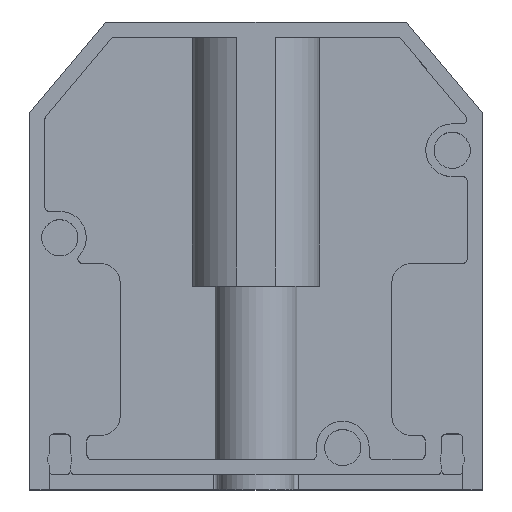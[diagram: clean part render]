
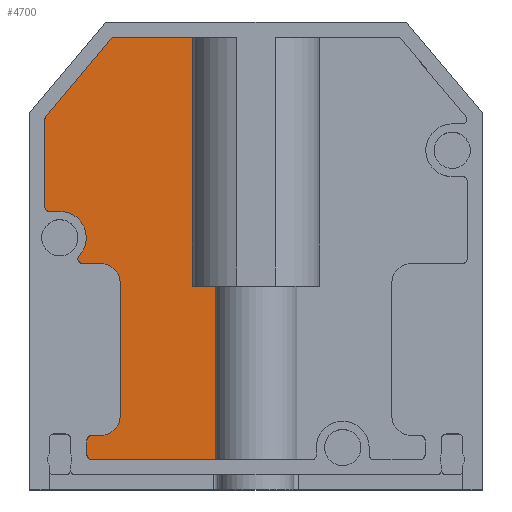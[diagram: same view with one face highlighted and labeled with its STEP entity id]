
A CAD part, top view. The second image highlights one B-rep face of the part: STEP entity #4700.
In plain terms, the highlighted planar face has unit normal (0, 0, 1).
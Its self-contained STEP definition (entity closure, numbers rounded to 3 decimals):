
#1516=DIRECTION('',(0.,-1.,0.));
#1517=VECTOR('',#1516,11.5);
#1518=CARTESIAN_POINT('',(-2.694,13.5,-3.5));
#1519=LINE('',#1518,#1517);
#1520=DIRECTION('',(1.,0.,0.));
#1521=VECTOR('',#1520,8.206);
#1522=CARTESIAN_POINT('',(-10.9,2.,-3.5));
#1523=LINE('',#1522,#1521);
#1524=CARTESIAN_POINT('',(-10.9,2.3,-3.5));
#1525=DIRECTION('',(0.,0.,1.));
#1526=DIRECTION('',(-1.,0.,0.));
#1527=AXIS2_PLACEMENT_3D('',#1524,#1525,#1526);
#1529=DIRECTION('',(0.,-1.,0.));
#1530=VECTOR('',#1529,1.);
#1531=CARTESIAN_POINT('',(-11.2,3.3,-3.5));
#1532=LINE('',#1531,#1530);
#1533=CARTESIAN_POINT('',(-10.9,3.3,-3.5));
#1534=DIRECTION('',(0.,0.,1.));
#1535=DIRECTION('',(0.,1.,0.));
#1536=AXIS2_PLACEMENT_3D('',#1533,#1534,#1535);
#1538=DIRECTION('',(-1.,0.,0.));
#1539=VECTOR('',#1538,0.6);
#1540=CARTESIAN_POINT('',(-10.3,3.6,-3.5));
#1541=LINE('',#1540,#1539);
#1542=CARTESIAN_POINT('',(-10.3,4.9,-3.5));
#1543=DIRECTION('',(0.,0.,-1.));
#1544=DIRECTION('',(1.,0.,0.));
#1545=AXIS2_PLACEMENT_3D('',#1542,#1543,#1544);
#1547=DIRECTION('',(0.,-1.,0.));
#1548=VECTOR('',#1547,8.8);
#1549=CARTESIAN_POINT('',(-9.,13.7,-3.5));
#1550=LINE('',#1549,#1548);
#1551=CARTESIAN_POINT('',(-10.3,13.7,-3.5));
#1552=DIRECTION('',(0.,0.,-1.));
#1553=DIRECTION('',(0.,1.,0.));
#1554=AXIS2_PLACEMENT_3D('',#1551,#1552,#1553);
#1556=DIRECTION('',(1.,0.,0.));
#1557=VECTOR('',#1556,1.203);
#1558=CARTESIAN_POINT('',(-11.503,15.,-3.5));
#1559=LINE('',#1558,#1557);
#1560=CARTESIAN_POINT('',(-11.503,15.3,-3.5));
#1561=DIRECTION('',(0.,0.,1.));
#1562=DIRECTION('',(-0.73,0.683,0.));
#1563=AXIS2_PLACEMENT_3D('',#1560,#1561,#1562);
#1565=CARTESIAN_POINT('',(-13.,16.7,-3.5));
#1566=DIRECTION('',(0.,0.,-1.));
#1567=DIRECTION('',(0.,1.,0.));
#1568=AXIS2_PLACEMENT_3D('',#1565,#1566,#1567);
#1570=DIRECTION('',(1.,0.,0.));
#1571=VECTOR('',#1570,0.7);
#1572=CARTESIAN_POINT('',(-13.7,18.45,-3.5));
#1573=LINE('',#1572,#1571);
#1574=CARTESIAN_POINT('',(-13.7,18.75,-3.5));
#1575=DIRECTION('',(0.,0.,1.));
#1576=DIRECTION('',(-1.,0.,0.));
#1577=AXIS2_PLACEMENT_3D('',#1574,#1575,#1576);
#1579=DIRECTION('',(0.,-1.,0.));
#1580=VECTOR('',#1579,5.777);
#1581=CARTESIAN_POINT('',(-14.,24.527,-3.5));
#1582=LINE('',#1581,#1580);
#1583=CARTESIAN_POINT('',(-13.7,24.527,-3.5));
#1584=DIRECTION('',(0.,0.,1.));
#1585=DIRECTION('',(-0.766,0.643,0.));
#1586=AXIS2_PLACEMENT_3D('',#1583,#1584,#1585);
#1588=DIRECTION('',(-0.643,-0.766,0.));
#1589=VECTOR('',#1588,6.753);
#1590=CARTESIAN_POINT('',(-9.589,29.893,-3.5));
#1591=LINE('',#1590,#1589);
#1592=CARTESIAN_POINT('',(-9.359,29.7,-3.5));
#1593=DIRECTION('',(0.,0.,1.));
#1594=DIRECTION('',(0.,1.,0.));
#1595=AXIS2_PLACEMENT_3D('',#1592,#1593,#1594);
#1597=DIRECTION('',(-1.,0.,0.));
#1598=VECTOR('',#1597,5.145);
#1599=CARTESIAN_POINT('',(-4.214,30.,-3.5));
#1600=LINE('',#1599,#1598);
#1601=DIRECTION('',(0.,-1.,0.));
#1602=VECTOR('',#1601,16.5);
#1603=CARTESIAN_POINT('',(-4.214,30.,-3.5));
#1604=LINE('',#1603,#1602);
#1605=DIRECTION('',(-1.,0.,0.));
#1606=VECTOR('',#1605,1.52);
#1607=CARTESIAN_POINT('',(-2.694,13.5,-3.5));
#1608=LINE('',#1607,#1606);
#2616=CARTESIAN_POINT('',(-9.589,29.893,-3.5));
#2617=CARTESIAN_POINT('',(-13.93,24.72,-3.5));
#2618=VERTEX_POINT('',#2616);
#2619=VERTEX_POINT('',#2617);
#2620=CARTESIAN_POINT('',(-14.,24.527,-3.5));
#2621=CARTESIAN_POINT('',(-14.,18.75,-3.5));
#2622=VERTEX_POINT('',#2620);
#2623=VERTEX_POINT('',#2621);
#2624=CARTESIAN_POINT('',(-13.7,18.45,-3.5));
#2625=CARTESIAN_POINT('',(-13.,18.45,-3.5));
#2626=VERTEX_POINT('',#2624);
#2627=VERTEX_POINT('',#2625);
#2628=CARTESIAN_POINT('',(-11.722,15.505,-3.5));
#2629=VERTEX_POINT('',#2628);
#2630=CARTESIAN_POINT('',(-11.503,15.,-3.5));
#2631=VERTEX_POINT('',#2630);
#2632=CARTESIAN_POINT('',(-10.3,15.,-3.5));
#2633=VERTEX_POINT('',#2632);
#2634=CARTESIAN_POINT('',(-9.,13.7,-3.5));
#2635=CARTESIAN_POINT('',(-9.,4.9,-3.5));
#2636=VERTEX_POINT('',#2634);
#2637=VERTEX_POINT('',#2635);
#2638=CARTESIAN_POINT('',(-10.3,3.6,-3.5));
#2639=CARTESIAN_POINT('',(-10.9,3.6,-3.5));
#2640=VERTEX_POINT('',#2638);
#2641=VERTEX_POINT('',#2639);
#2642=CARTESIAN_POINT('',(-11.2,3.3,-3.5));
#2643=CARTESIAN_POINT('',(-11.2,2.3,-3.5));
#2644=VERTEX_POINT('',#2642);
#2645=VERTEX_POINT('',#2643);
#2764=CARTESIAN_POINT('',(-9.359,30.,-3.5));
#2765=VERTEX_POINT('',#2764);
#2766=CARTESIAN_POINT('',(-10.9,2.,-3.5));
#2767=VERTEX_POINT('',#2766);
#2816=CARTESIAN_POINT('',(-2.694,13.5,-3.5));
#2817=CARTESIAN_POINT('',(-2.694,2.,-3.5));
#2818=VERTEX_POINT('',#2816);
#2819=VERTEX_POINT('',#2817);
#2822=CARTESIAN_POINT('',(-4.214,13.5,-3.5));
#2823=VERTEX_POINT('',#2822);
#2826=CARTESIAN_POINT('',(-4.214,30.,-3.5));
#2827=VERTEX_POINT('',#2826);
#4656=CARTESIAN_POINT('',(0.,0.,-3.5));
#4657=DIRECTION('',(0.,0.,1.));
#4658=DIRECTION('',(1.,0.,0.));
#4659=AXIS2_PLACEMENT_3D('',#4656,#4657,#4658);
#4660=PLANE('',#4659);
#4661=ORIENTED_EDGE('',*,*,#4614,.T.);
#4662=ORIENTED_EDGE('',*,*,#4601,.F.);
#4664=ORIENTED_EDGE('',*,*,#4663,.F.);
#4666=ORIENTED_EDGE('',*,*,#4665,.F.);
#4668=ORIENTED_EDGE('',*,*,#4667,.F.);
#4670=ORIENTED_EDGE('',*,*,#4669,.F.);
#4672=ORIENTED_EDGE('',*,*,#4671,.F.);
#4674=ORIENTED_EDGE('',*,*,#4673,.F.);
#4676=ORIENTED_EDGE('',*,*,#4675,.F.);
#4678=ORIENTED_EDGE('',*,*,#4677,.F.);
#4680=ORIENTED_EDGE('',*,*,#4679,.F.);
#4682=ORIENTED_EDGE('',*,*,#4681,.F.);
#4684=ORIENTED_EDGE('',*,*,#4683,.F.);
#4686=ORIENTED_EDGE('',*,*,#4685,.F.);
#4688=ORIENTED_EDGE('',*,*,#4687,.F.);
#4690=ORIENTED_EDGE('',*,*,#4689,.F.);
#4692=ORIENTED_EDGE('',*,*,#4691,.F.);
#4694=ORIENTED_EDGE('',*,*,#4693,.F.);
#4695=ORIENTED_EDGE('',*,*,#4258,.F.);
#4696=ORIENTED_EDGE('',*,*,#4231,.T.);
#4697=ORIENTED_EDGE('',*,*,#4188,.F.);
#4698=EDGE_LOOP('',(#4661,#4662,#4664,#4666,#4668,#4670,#4672,#4674,#4676,#4678,
#4680,#4682,#4684,#4686,#4688,#4690,#4692,#4694,#4695,#4696,#4697));
#4699=FACE_OUTER_BOUND('',#4698,.F.);
#4700=ADVANCED_FACE('',(#4699),#4660,.T.);
#1528=CIRCLE('',#1527,0.3);
#1537=CIRCLE('',#1536,0.3);
#1546=CIRCLE('',#1545,1.3);
#1555=CIRCLE('',#1554,1.3);
#1564=CIRCLE('',#1563,0.3);
#1569=CIRCLE('',#1568,1.75);
#1578=CIRCLE('',#1577,0.3);
#1587=CIRCLE('',#1586,0.3);
#1596=CIRCLE('',#1595,0.3);
#4188=EDGE_CURVE('',#2818,#2823,#1608,.T.);
#4231=EDGE_CURVE('',#2827,#2823,#1604,.T.);
#4258=EDGE_CURVE('',#2827,#2765,#1600,.T.);
#4601=EDGE_CURVE('',#2767,#2819,#1523,.T.);
#4614=EDGE_CURVE('',#2818,#2819,#1519,.T.);
#4663=EDGE_CURVE('',#2645,#2767,#1528,.T.);
#4665=EDGE_CURVE('',#2644,#2645,#1532,.T.);
#4667=EDGE_CURVE('',#2641,#2644,#1537,.T.);
#4669=EDGE_CURVE('',#2640,#2641,#1541,.T.);
#4671=EDGE_CURVE('',#2637,#2640,#1546,.T.);
#4673=EDGE_CURVE('',#2636,#2637,#1550,.T.);
#4675=EDGE_CURVE('',#2633,#2636,#1555,.T.);
#4677=EDGE_CURVE('',#2631,#2633,#1559,.T.);
#4679=EDGE_CURVE('',#2629,#2631,#1564,.T.);
#4681=EDGE_CURVE('',#2627,#2629,#1569,.T.);
#4683=EDGE_CURVE('',#2626,#2627,#1573,.T.);
#4685=EDGE_CURVE('',#2623,#2626,#1578,.T.);
#4687=EDGE_CURVE('',#2622,#2623,#1582,.T.);
#4689=EDGE_CURVE('',#2619,#2622,#1587,.T.);
#4691=EDGE_CURVE('',#2618,#2619,#1591,.T.);
#4693=EDGE_CURVE('',#2765,#2618,#1596,.T.);
